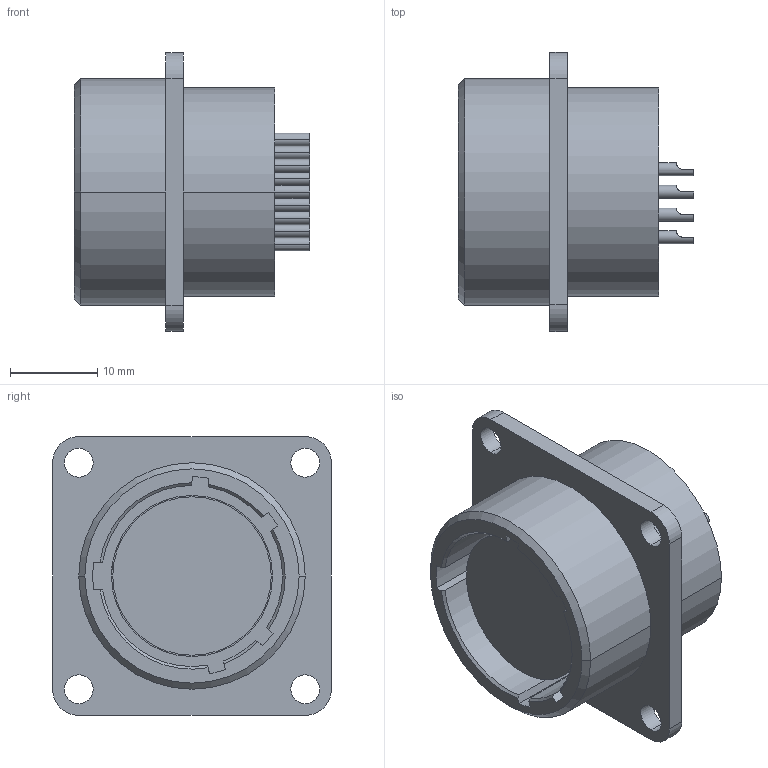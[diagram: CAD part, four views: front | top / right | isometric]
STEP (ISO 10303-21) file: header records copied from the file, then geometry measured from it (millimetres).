
FILE_DESCRIPTION(('CoCreate Modeling STEP Export'),'2;1');
FILE_NAME('JR21RK-16S.stp','2011-10-12T17:04:21',(''),(''),'CoCreate Modeling STEP processor for AP214 (Solid Model)','CoCreate Modeling 17.0 01-Apr-2010 (C) Parametric Technology GmbH','');
FILE_SCHEMA(('AUTOMOTIVE_DESIGN { 1 0 10303 214 1 1 1 1 }'));
Length unit declared in the file: millimetre
Products named in the file (1): JR21RK-16S
Bounding box: 27 x 32 x 32 mm (x, y, z)
Volume: 9980.3 mm3; surface area: 6470.4 mm2
Topology: 1 solids, 1 shells, 224 faces, 588 edges, 390 vertices
Faces by surface type: cylinder 121, plane 93, cone 10
Entity records: 12266 total; most frequent: CARTESIAN_POINT 7428, ORIENTED_EDGE 1176, DIRECTION 759, EDGE_CURVE 588, VERTEX_POINT 390, VECTOR 257, LINE 257, EDGE_LOOP 256
